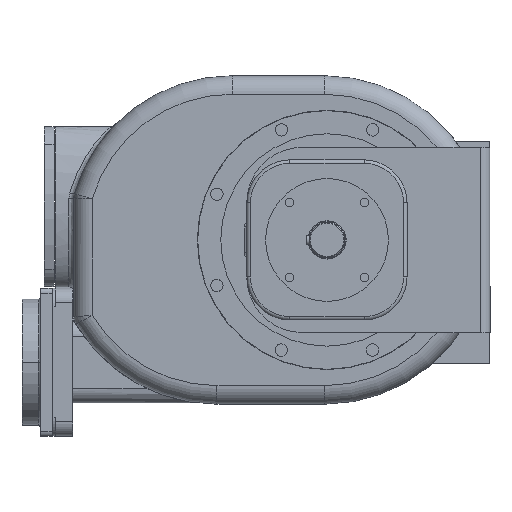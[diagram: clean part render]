
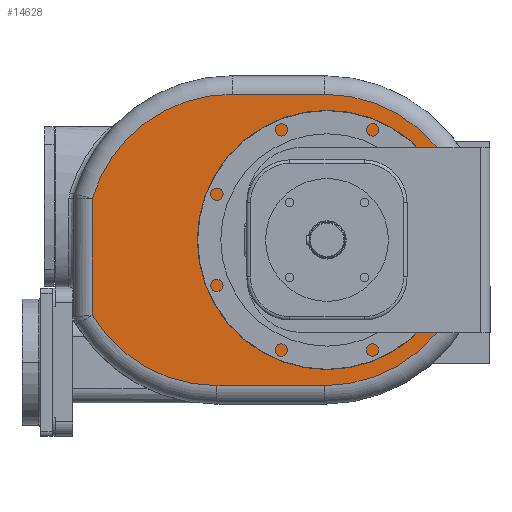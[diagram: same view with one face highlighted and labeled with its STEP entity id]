
A CAD part, left-side view. The second image highlights one B-rep face of the part: STEP entity #14628.
In plain terms, the highlighted planar face has unit normal (-1, 0, 0).
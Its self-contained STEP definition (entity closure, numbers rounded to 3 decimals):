
#1363=DIRECTION('',(0.,0.,-1.));
#1364=VECTOR('',#1363,94.734);
#1365=CARTESIAN_POINT('',(-70.,322.,33.567));
#1366=LINE('',#1365,#1364);
#1367=CARTESIAN_POINT('',(-70.,208.875,0.));
#1368=DIRECTION('',(-1.,0.,0.));
#1369=DIRECTION('',(0.,0.,1.));
#1370=AXIS2_PLACEMENT_3D('',#1367,#1368,#1369);
#1372=DIRECTION('',(0.,1.,0.));
#1373=VECTOR('',#1372,74.875);
#1374=CARTESIAN_POINT('',(-70.,134.,118.));
#1375=LINE('',#1374,#1373);
#1376=CARTESIAN_POINT('',(-70.,134.,0.));
#1377=DIRECTION('',(-1.,0.,0.));
#1378=DIRECTION('',(0.,0.,-1.));
#1379=AXIS2_PLACEMENT_3D('',#1376,#1377,#1378);
#1381=DIRECTION('',(0.,-1.,0.));
#1382=VECTOR('',#1381,87.091);
#1383=CARTESIAN_POINT('',(-70.,221.091,-118.));
#1384=LINE('',#1383,#1382);
#1385=CARTESIAN_POINT('',(-70.,221.091,0.));
#1386=DIRECTION('',(-1.,0.,0.));
#1387=DIRECTION('',(0.,0.855,-0.518));
#1388=AXIS2_PLACEMENT_3D('',#1385,#1386,#1387);
#1390=CARTESIAN_POINT('',(-70.,132.,0.));
#1391=DIRECTION('',(-1.,0.,0.));
#1392=DIRECTION('',(0.,0.,-1.));
#1393=AXIS2_PLACEMENT_3D('',#1390,#1391,#1392);
#1395=CARTESIAN_POINT('',(-70.,132.,0.));
#1396=DIRECTION('',(-1.,0.,0.));
#1397=DIRECTION('',(0.,0.,1.));
#1398=AXIS2_PLACEMENT_3D('',#1395,#1396,#1397);
#10322=CARTESIAN_POINT('',(-70.,322.,33.567));
#10323=CARTESIAN_POINT('',(-70.,322.,-61.167));
#10324=VERTEX_POINT('',#10322);
#10325=VERTEX_POINT('',#10323);
#10326=CARTESIAN_POINT('',(-70.,221.091,-118.));
#10327=VERTEX_POINT('',#10326);
#10332=CARTESIAN_POINT('',(-70.,134.,-118.));
#10333=VERTEX_POINT('',#10332);
#10336=CARTESIAN_POINT('',(-70.,134.,118.));
#10337=VERTEX_POINT('',#10336);
#10340=CARTESIAN_POINT('',(-70.,208.875,118.));
#10341=VERTEX_POINT('',#10340);
#10841=CARTESIAN_POINT('',(-70.,132.,-86.));
#10842=CARTESIAN_POINT('',(-70.,132.,86.));
#10843=VERTEX_POINT('',#10841);
#10844=VERTEX_POINT('',#10842);
#14604=CARTESIAN_POINT('',(-70.,132.,0.));
#14605=DIRECTION('',(1.,0.,0.));
#14606=DIRECTION('',(0.,0.,1.));
#14607=AXIS2_PLACEMENT_3D('',#14604,#14605,#14606);
#14608=PLANE('',#14607);
#14610=ORIENTED_EDGE('',*,*,#14609,.F.);
#14612=ORIENTED_EDGE('',*,*,#14611,.F.);
#14614=ORIENTED_EDGE('',*,*,#14613,.F.);
#14616=ORIENTED_EDGE('',*,*,#14615,.F.);
#14618=ORIENTED_EDGE('',*,*,#14617,.F.);
#14620=ORIENTED_EDGE('',*,*,#14619,.F.);
#14621=EDGE_LOOP('',(#14610,#14612,#14614,#14616,#14618,#14620));
#14622=FACE_OUTER_BOUND('',#14621,.F.);
#14624=ORIENTED_EDGE('',*,*,#14623,.T.);
#14625=ORIENTED_EDGE('',*,*,#14594,.T.);
#14626=EDGE_LOOP('',(#14624,#14625));
#14627=FACE_BOUND('',#14626,.F.);
#14628=ADVANCED_FACE('',(#14622,#14627),#14608,.F.);
#1371=CIRCLE('',#1370,118.);
#1380=CIRCLE('',#1379,118.);
#1389=CIRCLE('',#1388,118.);
#1394=CIRCLE('',#1393,86.);
#1399=CIRCLE('',#1398,86.);
#14594=EDGE_CURVE('',#10844,#10843,#1399,.T.);
#14609=EDGE_CURVE('',#10324,#10325,#1366,.T.);
#14611=EDGE_CURVE('',#10341,#10324,#1371,.T.);
#14613=EDGE_CURVE('',#10337,#10341,#1375,.T.);
#14615=EDGE_CURVE('',#10333,#10337,#1380,.T.);
#14617=EDGE_CURVE('',#10327,#10333,#1384,.T.);
#14619=EDGE_CURVE('',#10325,#10327,#1389,.T.);
#14623=EDGE_CURVE('',#10843,#10844,#1394,.T.);
